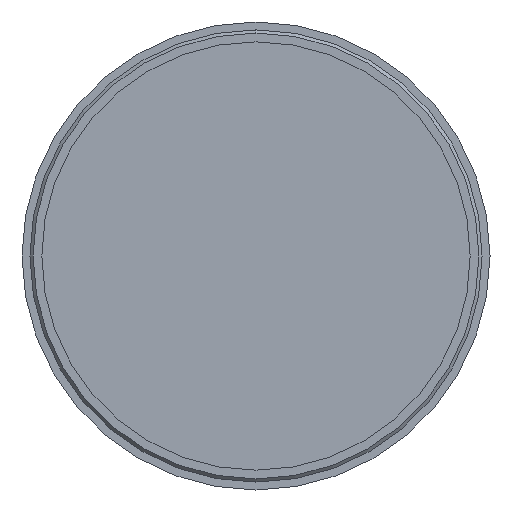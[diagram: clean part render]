
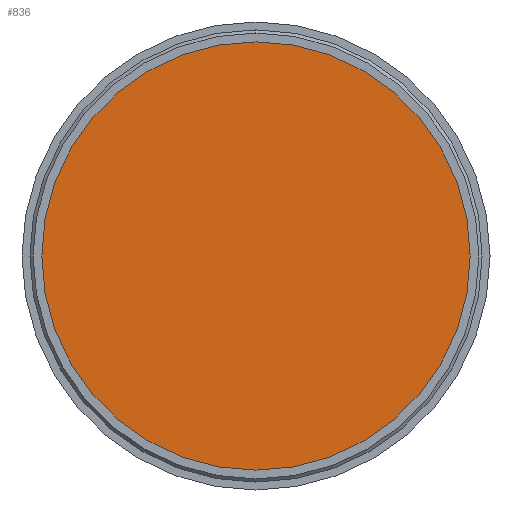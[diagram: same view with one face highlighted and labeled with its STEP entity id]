
A CAD part, left-side view. The second image highlights one B-rep face of the part: STEP entity #836.
In plain terms, the highlighted planar face has unit normal (-1, 0, 0).
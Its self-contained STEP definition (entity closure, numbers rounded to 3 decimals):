
#2 = CARTESIAN_POINT ( 'NONE',  ( 3., 0., 0. ) ) ;
#5 = CIRCLE ( 'NONE', #493, 13.5 ) ;
#7 = AXIS2_PLACEMENT_3D ( 'NONE', #2, #1029, #255 ) ;
#75 = ORIENTED_EDGE ( 'NONE', *, *, #486, .T. ) ;
#123 = DIRECTION ( 'NONE',  ( 0., 0., 1. ) ) ;
#176 = PLANE ( 'NONE',  #7 ) ;
#202 = DIRECTION ( 'NONE',  ( -1., 0., 0. ) ) ;
#250 = AXIS2_PLACEMENT_3D ( 'NONE', #736, #316, #660 ) ;
#255 = DIRECTION ( 'NONE',  ( 0., 0., 1. ) ) ;
#316 = DIRECTION ( 'NONE',  ( -1., 0., 0. ) ) ;
#344 = VERTEX_POINT ( 'NONE', #901 ) ;
#377 = EDGE_LOOP ( 'NONE', ( #75, #734 ) ) ;
#383 = VERTEX_POINT ( 'NONE', #633 ) ;
#392 = EDGE_CURVE ( 'NONE', #344, #383, #5, .T. ) ;
#486 = EDGE_CURVE ( 'NONE', #383, #344, #769, .T. ) ;
#493 = AXIS2_PLACEMENT_3D ( 'NONE', #615, #202, #123 ) ;
#615 = CARTESIAN_POINT ( 'NONE',  ( 3., 0., 0. ) ) ;
#633 = CARTESIAN_POINT ( 'NONE',  ( 3., 0., 13.5 ) ) ;
#660 = DIRECTION ( 'NONE',  ( 0., 0., 1. ) ) ;
#734 = ORIENTED_EDGE ( 'NONE', *, *, #392, .T. ) ;
#736 = CARTESIAN_POINT ( 'NONE',  ( 3., 0., 0. ) ) ;
#769 = CIRCLE ( 'NONE', #250, 13.5 ) ;
#836 = ADVANCED_FACE ( 'NONE', ( #864 ), #176, .T. ) ;
#864 = FACE_OUTER_BOUND ( 'NONE', #377, .T. ) ;
#901 = CARTESIAN_POINT ( 'NONE',  ( 3., 0., -13.5 ) ) ;
#1029 = DIRECTION ( 'NONE',  ( -1., 0., 0. ) ) ;
